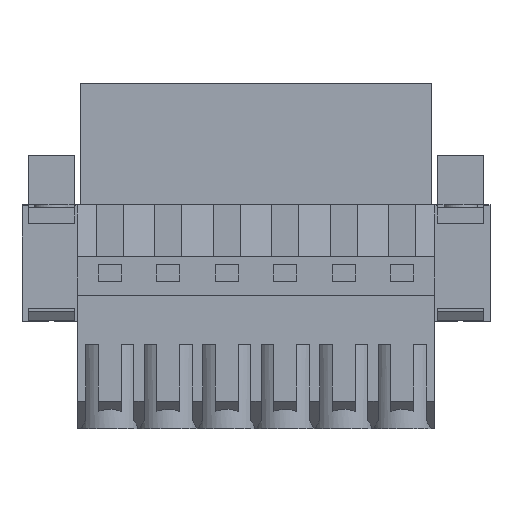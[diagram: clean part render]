
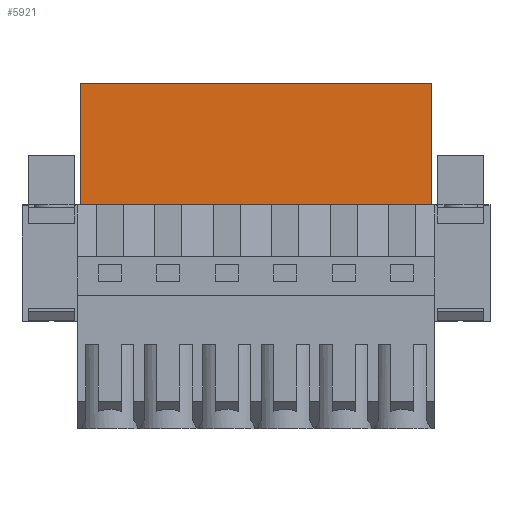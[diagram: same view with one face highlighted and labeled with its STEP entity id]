
A CAD part, front view. The second image highlights one B-rep face of the part: STEP entity #5921.
In plain terms, the highlighted planar face has unit normal (0, -1, 0).
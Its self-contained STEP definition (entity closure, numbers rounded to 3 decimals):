
#5903=AXIS2_PLACEMENT_3D('Plane Axis2P3D',#5900,#5901,#5902) ;
#3474=CARTESIAN_POINT('Line Origine',(30.48,3.,29.207)) ;
#3478=CARTESIAN_POINT('Vertex',(53.354,3.,29.207)) ;
#3480=CARTESIAN_POINT('Vertex',(7.606,3.,29.207)) ;
#3840=CARTESIAN_POINT('Vertex',(7.606,3.,45.007)) ;
#3843=CARTESIAN_POINT('Line Origine',(30.48,3.,45.007)) ;
#3847=CARTESIAN_POINT('Vertex',(53.354,3.,45.007)) ;
#5900=CARTESIAN_POINT('Axis2P3D Location',(38.55,3.,29.207)) ;
#5905=CARTESIAN_POINT('Line Origine',(7.606,3.,37.107)) ;
#5910=CARTESIAN_POINT('Line Origine',(53.354,3.,37.107)) ;
#3475=DIRECTION('Vector Direction',(-1.,0.,0.)) ;
#3844=DIRECTION('Vector Direction',(-1.,0.,0.)) ;
#5901=DIRECTION('Axis2P3D Direction',(0.,-1.,0.)) ;
#5902=DIRECTION('Axis2P3D XDirection',(0.,0.,1.)) ;
#5906=DIRECTION('Vector Direction',(0.,0.,-1.)) ;
#5911=DIRECTION('Vector Direction',(0.,0.,-1.)) ;
#3476=VECTOR('Line Direction',#3475,1.) ;
#3845=VECTOR('Line Direction',#3844,1.) ;
#5907=VECTOR('Line Direction',#5906,1.) ;
#5912=VECTOR('Line Direction',#5911,1.) ;
#5916=ORIENTED_EDGE('',*,*,#3849,.T.) ;
#5917=ORIENTED_EDGE('',*,*,#5909,.T.) ;
#5918=ORIENTED_EDGE('',*,*,#3482,.F.) ;
#5919=ORIENTED_EDGE('',*,*,#5914,.F.) ;
#5921=ADVANCED_FACE('HOUSING',(#5920),#5904,.T.) ;
#3482=EDGE_CURVE('',#3479,#3481,#3477,.T.) ;
#3849=EDGE_CURVE('',#3848,#3841,#3846,.T.) ;
#5909=EDGE_CURVE('',#3841,#3481,#5908,.T.) ;
#5914=EDGE_CURVE('',#3848,#3479,#5913,.T.) ;
#5915=EDGE_LOOP('',(#5916,#5917,#5918,#5919)) ;
#5920=FACE_OUTER_BOUND('',#5915,.T.) ;
#3477=LINE('Line',#3474,#3476) ;
#3846=LINE('Line',#3843,#3845) ;
#5908=LINE('Line',#5905,#5907) ;
#5913=LINE('Line',#5910,#5912) ;
#5904=PLANE('',#5903) ;
#3479=VERTEX_POINT('',#3478) ;
#3481=VERTEX_POINT('',#3480) ;
#3841=VERTEX_POINT('',#3840) ;
#3848=VERTEX_POINT('',#3847) ;
